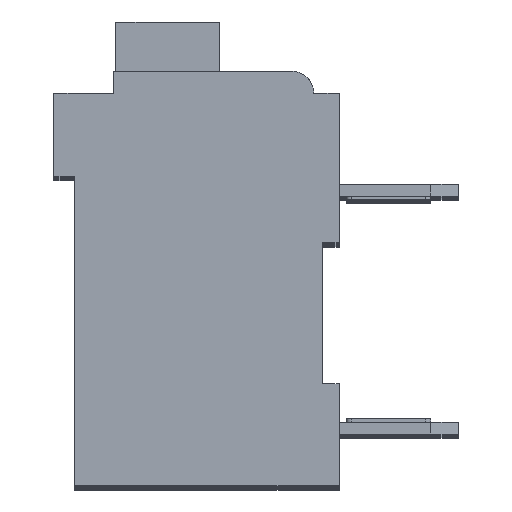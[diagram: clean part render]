
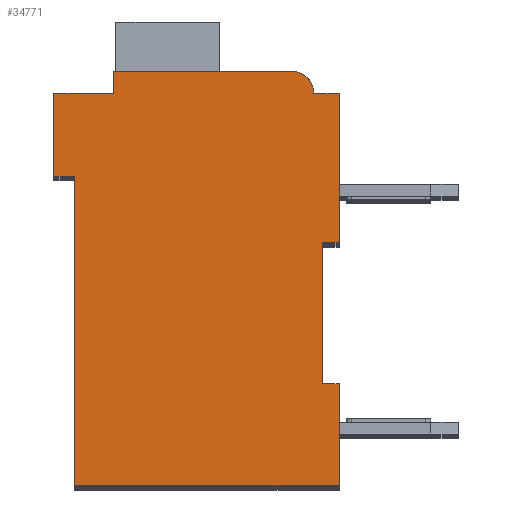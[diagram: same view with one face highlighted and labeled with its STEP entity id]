
A CAD part, top view. The second image highlights one B-rep face of the part: STEP entity #34771.
In plain terms, the highlighted planar face has unit normal (0, 0, 1).
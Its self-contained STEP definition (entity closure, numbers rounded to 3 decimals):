
#10510=DIRECTION('',(1.,0.,0.));
#10511=VECTOR('',#10510,0.5);
#10512=CARTESIAN_POINT('',(7.3,7.15,2.1));
#10513=LINE('',#10512,#10511);
#10514=DIRECTION('',(0.,1.,0.));
#10515=VECTOR('',#10514,4.15);
#10516=CARTESIAN_POINT('',(7.3,3.,2.1));
#10517=LINE('',#10516,#10515);
#10518=DIRECTION('',(-1.,0.,0.));
#10519=VECTOR('',#10518,0.5);
#10520=CARTESIAN_POINT('',(7.8,3.,2.1));
#10521=LINE('',#10520,#10519);
#10522=DIRECTION('',(0.,1.,0.));
#10523=VECTOR('',#10522,3.);
#10524=CARTESIAN_POINT('',(7.8,0.,2.1));
#10525=LINE('',#10524,#10523);
#10526=DIRECTION('',(1.,0.,0.));
#10527=VECTOR('',#10526,7.8);
#10528=CARTESIAN_POINT('',(0.,0.,2.1));
#10529=LINE('',#10528,#10527);
#10530=DIRECTION('',(0.,-1.,0.));
#10531=VECTOR('',#10530,9.1);
#10532=CARTESIAN_POINT('',(0.,9.1,2.1));
#10533=LINE('',#10532,#10531);
#10534=DIRECTION('',(1.,0.,0.));
#10535=VECTOR('',#10534,0.6);
#10536=CARTESIAN_POINT('',(-0.6,9.1,2.1));
#10537=LINE('',#10536,#10535);
#10538=DIRECTION('',(0.,-1.,0.));
#10539=VECTOR('',#10538,2.45);
#10540=CARTESIAN_POINT('',(-0.6,11.55,2.1));
#10541=LINE('',#10540,#10539);
#10542=DIRECTION('',(-1.,0.,0.));
#10543=VECTOR('',#10542,1.75);
#10544=CARTESIAN_POINT('',(1.15,11.55,2.1));
#10545=LINE('',#10544,#10543);
#10546=DIRECTION('',(0.,-1.,0.));
#10547=VECTOR('',#10546,0.65);
#10548=CARTESIAN_POINT('',(1.15,12.2,2.1));
#10549=LINE('',#10548,#10547);
#10550=DIRECTION('',(-1.,0.,0.));
#10551=VECTOR('',#10550,5.25);
#10552=CARTESIAN_POINT('',(6.4,12.2,2.1));
#10553=LINE('',#10552,#10551);
#10554=CARTESIAN_POINT('',(6.4,11.55,2.1));
#10555=DIRECTION('',(0.,0.,1.));
#10556=DIRECTION('',(1.,0.,0.));
#10557=AXIS2_PLACEMENT_3D('',#10554,#10555,#10556);
#10559=DIRECTION('',(-1.,0.,0.));
#10560=VECTOR('',#10559,0.75);
#10561=CARTESIAN_POINT('',(7.8,11.55,2.1));
#10562=LINE('',#10561,#10560);
#10563=DIRECTION('',(0.,1.,0.));
#10564=VECTOR('',#10563,4.4);
#10565=CARTESIAN_POINT('',(7.8,7.15,2.1));
#10566=LINE('',#10565,#10564);
#17227=CARTESIAN_POINT('',(7.3,7.15,2.1));
#17228=CARTESIAN_POINT('',(7.8,7.15,2.1));
#17229=VERTEX_POINT('',#17227);
#17230=VERTEX_POINT('',#17228);
#17231=CARTESIAN_POINT('',(7.8,11.55,2.1));
#17232=VERTEX_POINT('',#17231);
#17233=CARTESIAN_POINT('',(7.05,11.55,2.1));
#17234=VERTEX_POINT('',#17233);
#17235=CARTESIAN_POINT('',(6.4,12.2,2.1));
#17236=VERTEX_POINT('',#17235);
#17237=CARTESIAN_POINT('',(1.15,12.2,2.1));
#17238=VERTEX_POINT('',#17237);
#17239=CARTESIAN_POINT('',(1.15,11.55,2.1));
#17240=VERTEX_POINT('',#17239);
#17241=CARTESIAN_POINT('',(-0.6,11.55,2.1));
#17242=VERTEX_POINT('',#17241);
#17243=CARTESIAN_POINT('',(-0.6,9.1,2.1));
#17244=VERTEX_POINT('',#17243);
#17245=CARTESIAN_POINT('',(0.,9.1,2.1));
#17246=VERTEX_POINT('',#17245);
#17247=CARTESIAN_POINT('',(0.,0.,2.1));
#17248=VERTEX_POINT('',#17247);
#17249=CARTESIAN_POINT('',(7.8,0.,2.1));
#17250=VERTEX_POINT('',#17249);
#17251=CARTESIAN_POINT('',(7.8,3.,2.1));
#17252=VERTEX_POINT('',#17251);
#17253=CARTESIAN_POINT('',(7.3,3.,2.1));
#17254=VERTEX_POINT('',#17253);
#34750=CARTESIAN_POINT('',(0.,0.,2.1));
#34751=DIRECTION('',(0.,0.,1.));
#34752=DIRECTION('',(1.,0.,0.));
#34753=AXIS2_PLACEMENT_3D('',#34750,#34751,#34752);
#34754=PLANE('',#34753);
#34755=ORIENTED_EDGE('',*,*,#22684,.F.);
#34756=ORIENTED_EDGE('',*,*,#23486,.F.);
#34757=ORIENTED_EDGE('',*,*,#29846,.F.);
#34758=ORIENTED_EDGE('',*,*,#30291,.F.);
#34759=ORIENTED_EDGE('',*,*,#30808,.F.);
#34760=ORIENTED_EDGE('',*,*,#31493,.F.);
#34761=ORIENTED_EDGE('',*,*,#31772,.F.);
#34762=ORIENTED_EDGE('',*,*,#32036,.F.);
#34763=ORIENTED_EDGE('',*,*,#32435,.F.);
#34764=ORIENTED_EDGE('',*,*,#33200,.F.);
#34765=ORIENTED_EDGE('',*,*,#33802,.F.);
#34766=ORIENTED_EDGE('',*,*,#32486,.F.);
#34767=ORIENTED_EDGE('',*,*,#32991,.F.);
#34768=ORIENTED_EDGE('',*,*,#23381,.F.);
#34769=EDGE_LOOP('',(#34755,#34756,#34757,#34758,#34759,#34760,#34761,#34762,
#34763,#34764,#34765,#34766,#34767,#34768));
#34770=FACE_OUTER_BOUND('',#34769,.F.);
#10558=CIRCLE('',#10557,0.65);
#22684=EDGE_CURVE('',#17229,#17230,#10513,.T.);
#23381=EDGE_CURVE('',#17230,#17232,#10566,.T.);
#23486=EDGE_CURVE('',#17254,#17229,#10517,.T.);
#29846=EDGE_CURVE('',#17252,#17254,#10521,.T.);
#30291=EDGE_CURVE('',#17250,#17252,#10525,.T.);
#30808=EDGE_CURVE('',#17248,#17250,#10529,.T.);
#31493=EDGE_CURVE('',#17246,#17248,#10533,.T.);
#31772=EDGE_CURVE('',#17244,#17246,#10537,.T.);
#32036=EDGE_CURVE('',#17242,#17244,#10541,.T.);
#32435=EDGE_CURVE('',#17240,#17242,#10545,.T.);
#32486=EDGE_CURVE('',#17234,#17236,#10558,.T.);
#32991=EDGE_CURVE('',#17232,#17234,#10562,.T.);
#33200=EDGE_CURVE('',#17238,#17240,#10549,.T.);
#33802=EDGE_CURVE('',#17236,#17238,#10553,.T.);
#34771=ADVANCED_FACE('',(#34770),#34754,.T.);
